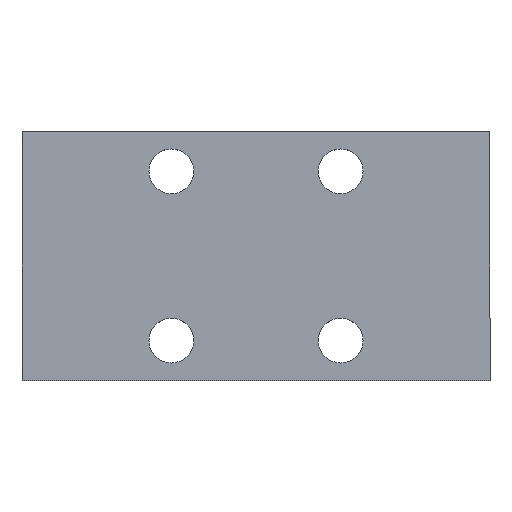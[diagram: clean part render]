
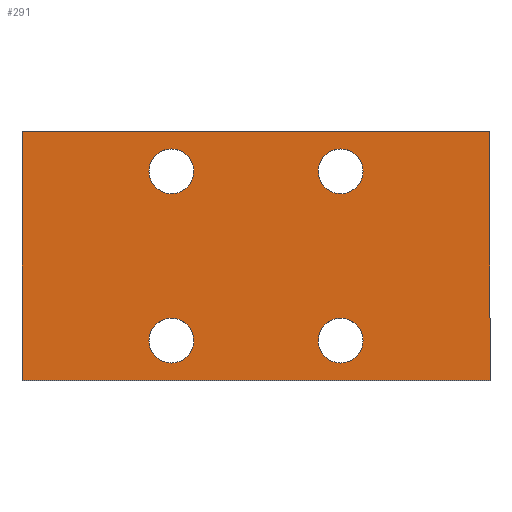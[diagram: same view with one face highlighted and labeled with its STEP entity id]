
A CAD part, top view. The second image highlights one B-rep face of the part: STEP entity #291.
In plain terms, the highlighted planar face has unit normal (0, 0, 1).
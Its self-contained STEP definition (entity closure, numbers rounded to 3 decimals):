
#6 = EDGE_LOOP ( 'NONE', ( #35, #57 ) ) ;
#12 = CIRCLE ( 'NONE', #246, 2.25 ) ;
#15 = VECTOR ( 'NONE', #415, 1000. ) ;
#19 = EDGE_LOOP ( 'NONE', ( #97, #98 ) ) ;
#33 = ORIENTED_EDGE ( 'NONE', *, *, #217, .F. ) ;
#34 = ORIENTED_EDGE ( 'NONE', *, *, #240, .F. ) ;
#35 = ORIENTED_EDGE ( 'NONE', *, *, #221, .F. ) ;
#36 = ORIENTED_EDGE ( 'NONE', *, *, #230, .T. ) ;
#37 = ORIENTED_EDGE ( 'NONE', *, *, #214, .T. ) ;
#38 = ORIENTED_EDGE ( 'NONE', *, *, #212, .T. ) ;
#57 = ORIENTED_EDGE ( 'NONE', *, *, #203, .F. ) ;
#58 = ORIENTED_EDGE ( 'NONE', *, *, #208, .F. ) ;
#59 = ORIENTED_EDGE ( 'NONE', *, *, #228, .F. ) ;
#60 = ORIENTED_EDGE ( 'NONE', *, *, #222, .T. ) ;
#83 = EDGE_LOOP ( 'NONE', ( #58, #59 ) ) ;
#88 = LINE ( 'NONE', #394, #120 ) ;
#97 = ORIENTED_EDGE ( 'NONE', *, *, #235, .F. ) ;
#98 = ORIENTED_EDGE ( 'NONE', *, *, #232, .F. ) ;
#113 = LINE ( 'NONE', #385, #117 ) ;
#115 = CIRCLE ( 'NONE', #244, 2.25 ) ;
#117 = VECTOR ( 'NONE', #390, 1000. ) ;
#120 = VECTOR ( 'NONE', #395, 1000. ) ;
#124 = CIRCLE ( 'NONE', #241, 2.25 ) ;
#129 = LINE ( 'NONE', #408, #15 ) ;
#130 = CIRCLE ( 'NONE', #248, 2.25 ) ;
#139 = LINE ( 'NONE', #430, #142 ) ;
#141 = CIRCLE ( 'NONE', #242, 2.25 ) ;
#142 = VECTOR ( 'NONE', #434, 1000. ) ;
#147 = CIRCLE ( 'NONE', #252, 2.25 ) ;
#152 = CIRCLE ( 'NONE', #253, 2.25 ) ;
#160 = CIRCLE ( 'NONE', #256, 2.25 ) ;
#179 = FACE_BOUND ( 'NONE', #19, .T. ) ;
#181 = FACE_OUTER_BOUND ( 'NONE', #190, .T. ) ;
#183 = FACE_BOUND ( 'NONE', #196, .T. ) ;
#184 = FACE_BOUND ( 'NONE', #6, .T. ) ;
#185 = FACE_BOUND ( 'NONE', #83, .T. ) ;
#190 = EDGE_LOOP ( 'NONE', ( #36, #37, #38, #60 ) ) ;
#196 = EDGE_LOOP ( 'NONE', ( #33, #34 ) ) ;
#203 = EDGE_CURVE ( 'NONE', #358, #340, #124, .T. ) ;
#208 = EDGE_CURVE ( 'NONE', #348, #345, #115, .T. ) ;
#212 = EDGE_CURVE ( 'NONE', #367, #365, #113, .T. ) ;
#214 = EDGE_CURVE ( 'NONE', #361, #367, #88, .T. ) ;
#217 = EDGE_CURVE ( 'NONE', #350, #344, #12, .T. ) ;
#221 = EDGE_CURVE ( 'NONE', #340, #358, #130, .T. ) ;
#222 = EDGE_CURVE ( 'NONE', #365, #362, #129, .T. ) ;
#228 = EDGE_CURVE ( 'NONE', #345, #348, #141, .T. ) ;
#230 = EDGE_CURVE ( 'NONE', #362, #361, #139, .T. ) ;
#232 = EDGE_CURVE ( 'NONE', #346, #343, #147, .T. ) ;
#235 = EDGE_CURVE ( 'NONE', #343, #346, #152, .T. ) ;
#240 = EDGE_CURVE ( 'NONE', #344, #350, #160, .T. ) ;
#241 = AXIS2_PLACEMENT_3D ( 'NONE', #374, #356, #375 ) ;
#242 = AXIS2_PLACEMENT_3D ( 'NONE', #427, #428, #429 ) ;
#244 = AXIS2_PLACEMENT_3D ( 'NONE', #380, #381, #382 ) ;
#246 = AXIS2_PLACEMENT_3D ( 'NONE', #399, #401, #402 ) ;
#248 = AXIS2_PLACEMENT_3D ( 'NONE', #411, #412, #413 ) ;
#252 = AXIS2_PLACEMENT_3D ( 'NONE', #433, #438, #439 ) ;
#253 = AXIS2_PLACEMENT_3D ( 'NONE', #431, #445, #446 ) ;
#256 = AXIS2_PLACEMENT_3D ( 'NONE', #447, #459, #460 ) ;
#270 = AXIS2_PLACEMENT_3D ( 'NONE', #495, #293, #294 ) ;
#291 = ADVANCED_FACE ( 'NONE', ( #179, #183, #184, #185, #181 ), #489, .T. ) ;
#293 = DIRECTION ( 'NONE',  ( 0., 0., 1. ) ) ;
#294 = DIRECTION ( 'NONE',  ( 1., 0., 0. ) ) ;
#295 = CARTESIAN_POINT ( 'NONE',  ( -10.75, -8.5, 4. ) ) ;
#301 = CARTESIAN_POINT ( 'NONE',  ( -10.75, 8.5, 4. ) ) ;
#302 = CARTESIAN_POINT ( 'NONE',  ( 10.75, 8.5, 4. ) ) ;
#303 = CARTESIAN_POINT ( 'NONE',  ( -6.25, -8.5, 4. ) ) ;
#304 = CARTESIAN_POINT ( 'NONE',  ( -6.25, 8.5, 4. ) ) ;
#307 = CARTESIAN_POINT ( 'NONE',  ( 6.25, 8.5, 4. ) ) ;
#309 = CARTESIAN_POINT ( 'NONE',  ( 10.75, -8.5, 4. ) ) ;
#312 = CARTESIAN_POINT ( 'NONE',  ( -23.5, 12.5, 4. ) ) ;
#313 = CARTESIAN_POINT ( 'NONE',  ( 23.5, 12.5, 4. ) ) ;
#316 = CARTESIAN_POINT ( 'NONE',  ( 23.5, -12.5, 4. ) ) ;
#318 = CARTESIAN_POINT ( 'NONE',  ( -23.5, -12.5, 4. ) ) ;
#340 = VERTEX_POINT ( 'NONE', #496 ) ;
#343 = VERTEX_POINT ( 'NONE', #301 ) ;
#344 = VERTEX_POINT ( 'NONE', #302 ) ;
#345 = VERTEX_POINT ( 'NONE', #303 ) ;
#346 = VERTEX_POINT ( 'NONE', #304 ) ;
#348 = VERTEX_POINT ( 'NONE', #295 ) ;
#350 = VERTEX_POINT ( 'NONE', #307 ) ;
#356 = DIRECTION ( 'NONE',  ( 0., 0., 1. ) ) ;
#358 = VERTEX_POINT ( 'NONE', #309 ) ;
#361 = VERTEX_POINT ( 'NONE', #312 ) ;
#362 = VERTEX_POINT ( 'NONE', #313 ) ;
#365 = VERTEX_POINT ( 'NONE', #316 ) ;
#367 = VERTEX_POINT ( 'NONE', #318 ) ;
#374 = CARTESIAN_POINT ( 'NONE',  ( 8.5, -8.5, 4. ) ) ;
#375 = DIRECTION ( 'NONE',  ( 1., 0., 0. ) ) ;
#380 = CARTESIAN_POINT ( 'NONE',  ( -8.5, -8.5, 4. ) ) ;
#381 = DIRECTION ( 'NONE',  ( 0., 0., 1. ) ) ;
#382 = DIRECTION ( 'NONE',  ( 1., 0., 0. ) ) ;
#385 = CARTESIAN_POINT ( 'NONE',  ( -23.5, -12.5, 4. ) ) ;
#390 = DIRECTION ( 'NONE',  ( 1., 0., 0. ) ) ;
#394 = CARTESIAN_POINT ( 'NONE',  ( -23.5, 12.5, 4. ) ) ;
#395 = DIRECTION ( 'NONE',  ( 0., -1., 0. ) ) ;
#399 = CARTESIAN_POINT ( 'NONE',  ( 8.5, 8.5, 4. ) ) ;
#401 = DIRECTION ( 'NONE',  ( 0., 0., 1. ) ) ;
#402 = DIRECTION ( 'NONE',  ( 1., 0., 0. ) ) ;
#408 = CARTESIAN_POINT ( 'NONE',  ( 23.5, -12.5, 4. ) ) ;
#411 = CARTESIAN_POINT ( 'NONE',  ( 8.5, -8.5, 4. ) ) ;
#412 = DIRECTION ( 'NONE',  ( 0., 0., 1. ) ) ;
#413 = DIRECTION ( 'NONE',  ( 1., 0., 0. ) ) ;
#415 = DIRECTION ( 'NONE',  ( 0., 1., 0. ) ) ;
#427 = CARTESIAN_POINT ( 'NONE',  ( -8.5, -8.5, 4. ) ) ;
#428 = DIRECTION ( 'NONE',  ( 0., 0., 1. ) ) ;
#429 = DIRECTION ( 'NONE',  ( 1., 0., 0. ) ) ;
#430 = CARTESIAN_POINT ( 'NONE',  ( 23.5, 12.5, 4. ) ) ;
#431 = CARTESIAN_POINT ( 'NONE',  ( -8.5, 8.5, 4. ) ) ;
#433 = CARTESIAN_POINT ( 'NONE',  ( -8.5, 8.5, 4. ) ) ;
#434 = DIRECTION ( 'NONE',  ( -1., 0., 0. ) ) ;
#438 = DIRECTION ( 'NONE',  ( 0., 0., 1. ) ) ;
#439 = DIRECTION ( 'NONE',  ( 1., 0., 0. ) ) ;
#445 = DIRECTION ( 'NONE',  ( 0., 0., 1. ) ) ;
#446 = DIRECTION ( 'NONE',  ( 1., 0., 0. ) ) ;
#447 = CARTESIAN_POINT ( 'NONE',  ( 8.5, 8.5, 4. ) ) ;
#459 = DIRECTION ( 'NONE',  ( 0., 0., 1. ) ) ;
#460 = DIRECTION ( 'NONE',  ( 1., 0., 0. ) ) ;
#489 = PLANE ( 'NONE',  #270 ) ;
#495 = CARTESIAN_POINT ( 'NONE',  ( 0., 0., 4. ) ) ;
#496 = CARTESIAN_POINT ( 'NONE',  ( 6.25, -8.5, 4. ) ) ;
